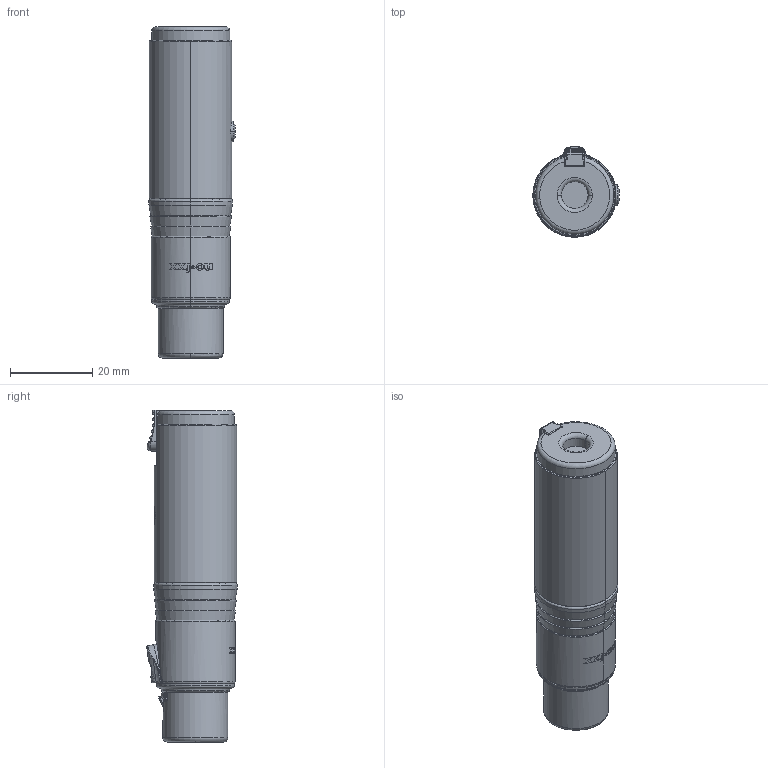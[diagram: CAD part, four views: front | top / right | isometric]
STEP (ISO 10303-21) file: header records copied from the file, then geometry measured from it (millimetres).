
FILE_DESCRIPTION((''),'2;1');
FILE_NAME('NA3FJ','2019-05-03T',('odo'),(''),'CREO PARAMETRIC BY PTC INC, 2018360','CREO PARAMETRIC BY PTC INC, 2018360','');
FILE_SCHEMA(('CONFIG_CONTROL_DESIGN'));
Length unit declared in the file: millimetre
Products named in the file (1): NA3FJ
Bounding box: 20.97 x 22 x 80.5 mm (x, y, z)
Volume: 22835.8 mm3; surface area: 6024.3 mm2
Topology: 1 solids, 1 shells, 589 faces, 1530 edges, 954 vertices
Faces by surface type: plane 230, cylinder 114, bspline 108, torus 54, extrusion 48, sphere 19, cone 14, revolution 2
Entity records: 25544 total; most frequent: CARTESIAN_POINT 12320, ORIENTED_EDGE 3058, DIRECTION 2244, EDGE_CURVE 1529, VERTEX_POINT 954, AXIS2_PLACEMENT_3D 770, VECTOR 702, LINE 654
